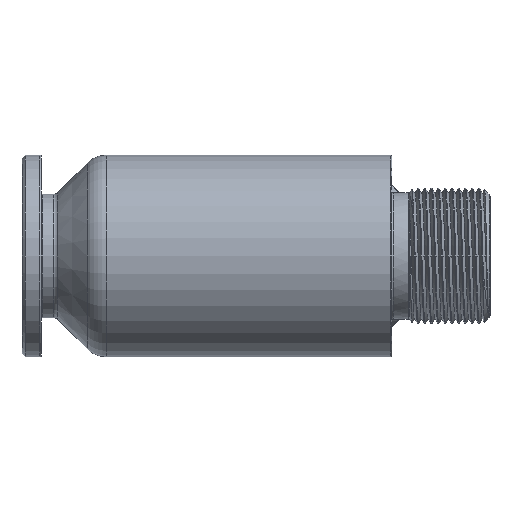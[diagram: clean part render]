
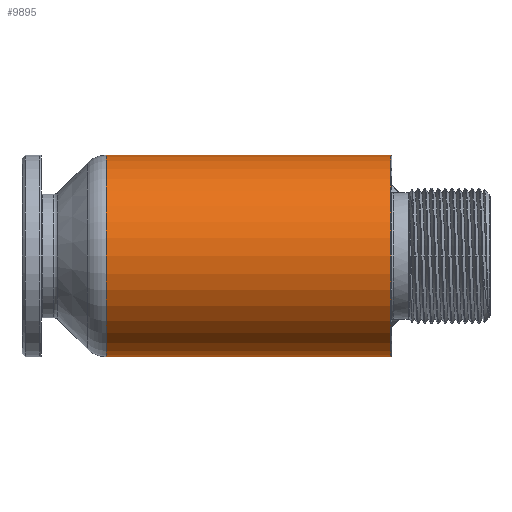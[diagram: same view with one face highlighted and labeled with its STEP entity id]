
A CAD part, left-side view. The second image highlights one B-rep face of the part: STEP entity #9895.
In plain terms, the highlighted cylindrical face has radius 14.9 mm (diameter 29.8 mm), a partial arc.
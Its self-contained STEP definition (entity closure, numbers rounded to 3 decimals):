
#6 = DIRECTION ( 'NONE',  ( 0., 0., 1. ) ) ;
#294 = EDGE_CURVE ( 'NONE', #2176, #8724, #1589, .T. ) ;
#476 = EDGE_CURVE ( 'NONE', #5399, #2176, #5874, .T. ) ;
#1189 = DIRECTION ( 'NONE',  ( 0., 0., -1. ) ) ;
#1528 = VECTOR ( 'NONE', #9374, 1000. ) ;
#1589 = CIRCLE ( 'NONE', #7970, 14.9 ) ;
#1868 = VERTEX_POINT ( 'NONE', #7924 ) ;
#2176 = VERTEX_POINT ( 'NONE', #3448 ) ;
#2841 = AXIS2_PLACEMENT_3D ( 'NONE', #6134, #8776, #6 ) ;
#3196 = ORIENTED_EDGE ( 'NONE', *, *, #476, .T. ) ;
#3243 = EDGE_CURVE ( 'NONE', #1868, #8724, #9339, .T. ) ;
#3258 = ORIENTED_EDGE ( 'NONE', *, *, #9399, .T. ) ;
#3260 = CIRCLE ( 'NONE', #2841, 14.9 ) ;
#3448 = CARTESIAN_POINT ( 'NONE',  ( 0., 0.293, -14.9 ) ) ;
#3939 = DIRECTION ( 'NONE',  ( 0., 1., 0. ) ) ;
#5023 = VECTOR ( 'NONE', #9050, 1000. ) ;
#5399 = VERTEX_POINT ( 'NONE', #10047 ) ;
#5625 = CARTESIAN_POINT ( 'NONE',  ( 0., 0.293, 14.9 ) ) ;
#5645 = ORIENTED_EDGE ( 'NONE', *, *, #3243, .F. ) ;
#5874 = LINE ( 'NONE', #11219, #1528 ) ;
#6134 = CARTESIAN_POINT ( 'NONE',  ( 0., 42.276, 0. ) ) ;
#6659 = FACE_OUTER_BOUND ( 'NONE', #8703, .T. ) ;
#7579 = ORIENTED_EDGE ( 'NONE', *, *, #294, .T. ) ;
#7825 = CARTESIAN_POINT ( 'NONE',  ( 0., 0., 0. ) ) ;
#7924 = CARTESIAN_POINT ( 'NONE',  ( 0., 42.276, 14.9 ) ) ;
#7970 = AXIS2_PLACEMENT_3D ( 'NONE', #11050, #3939, #10125 ) ;
#8040 = CARTESIAN_POINT ( 'NONE',  ( 0., 0., 14.9 ) ) ;
#8277 = CYLINDRICAL_SURFACE ( 'NONE', #9551, 14.9 ) ;
#8703 = EDGE_LOOP ( 'NONE', ( #5645, #3258, #3196, #7579 ) ) ;
#8724 = VERTEX_POINT ( 'NONE', #5625 ) ;
#8776 = DIRECTION ( 'NONE',  ( 0., -1., 0. ) ) ;
#9050 = DIRECTION ( 'NONE',  ( 0., -1., 0. ) ) ;
#9339 = LINE ( 'NONE', #8040, #5023 ) ;
#9374 = DIRECTION ( 'NONE',  ( 0., -1., 0. ) ) ;
#9399 = EDGE_CURVE ( 'NONE', #1868, #5399, #3260, .T. ) ;
#9551 = AXIS2_PLACEMENT_3D ( 'NONE', #7825, #10456, #1189 ) ;
#9895 = ADVANCED_FACE ( 'NONE', ( #6659 ), #8277, .T. ) ;
#10047 = CARTESIAN_POINT ( 'NONE',  ( 0., 42.276, -14.9 ) ) ;
#10125 = DIRECTION ( 'NONE',  ( 0., 0., 1. ) ) ;
#10456 = DIRECTION ( 'NONE',  ( 0., -1., 0. ) ) ;
#11050 = CARTESIAN_POINT ( 'NONE',  ( 0., 0.293, 0. ) ) ;
#11219 = CARTESIAN_POINT ( 'NONE',  ( 0., 0., -14.9 ) ) ;
